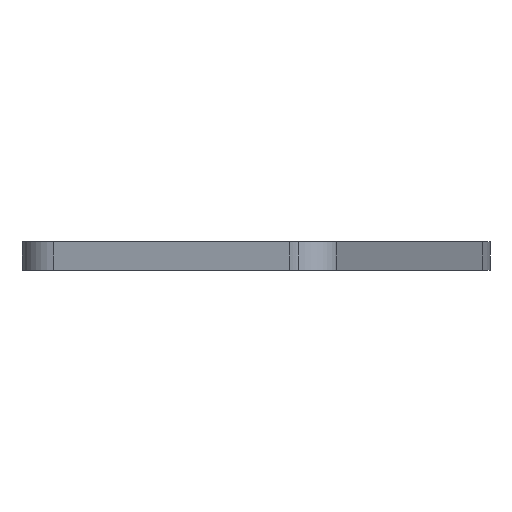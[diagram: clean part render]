
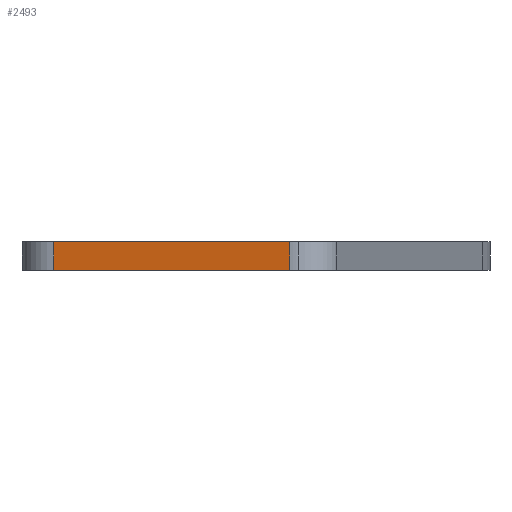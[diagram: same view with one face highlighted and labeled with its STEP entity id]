
A CAD part, left-side view. The second image highlights one B-rep face of the part: STEP entity #2493.
In plain terms, the highlighted planar face has unit normal (-0.978, 0.208, 0).
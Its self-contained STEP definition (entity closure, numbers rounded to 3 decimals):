
#184 = DIRECTION ( 'NONE',  ( 0., 0., -1. ) ) ;
#406 = DIRECTION ( 'NONE',  ( -0.208, -0.978, 0. ) ) ;
#963 = DIRECTION ( 'NONE',  ( 0.208, 0.978, 0. ) ) ;
#1351 = VERTEX_POINT ( 'NONE', #9441 ) ;
#1354 = DIRECTION ( 'NONE',  ( 0.208, 0.978, 0. ) ) ;
#1549 = ORIENTED_EDGE ( 'NONE', *, *, #13375, .F. ) ;
#1660 = CARTESIAN_POINT ( 'NONE',  ( -11.808, 8.179, 7. ) ) ;
#1985 = VERTEX_POINT ( 'NONE', #6943 ) ;
#2493 = ADVANCED_FACE ( 'NONE', ( #13669 ), #6386, .T. ) ;
#5768 = LINE ( 'NONE', #13340, #12760 ) ;
#5844 = AXIS2_PLACEMENT_3D ( 'NONE', #6192, #16812, #406 ) ;
#5970 = ORIENTED_EDGE ( 'NONE', *, *, #6072, .T. ) ;
#6072 = EDGE_CURVE ( 'NONE', #1351, #13025, #9623, .T. ) ;
#6192 = CARTESIAN_POINT ( 'NONE',  ( -12.96, 2.755, 7. ) ) ;
#6375 = EDGE_LOOP ( 'NONE', ( #14919, #1549, #5970, #14098 ) ) ;
#6386 = PLANE ( 'NONE',  #5844 ) ;
#6717 = LINE ( 'NONE', #1660, #15343 ) ;
#6753 = CARTESIAN_POINT ( 'NONE',  ( -12.96, 2.755, 7. ) ) ;
#6943 = CARTESIAN_POINT ( 'NONE',  ( -11.808, 8.179, 0. ) ) ;
#7965 = EDGE_CURVE ( 'NONE', #13025, #12149, #9684, .T. ) ;
#8064 = CARTESIAN_POINT ( 'NONE',  ( 0.688, 66.964, 7. ) ) ;
#8115 = DIRECTION ( 'NONE',  ( 0., 0., -1. ) ) ;
#9441 = CARTESIAN_POINT ( 'NONE',  ( -11.808, 8.179, 7. ) ) ;
#9623 = LINE ( 'NONE', #6753, #9858 ) ;
#9684 = LINE ( 'NONE', #13807, #15230 ) ;
#9858 = VECTOR ( 'NONE', #963, 1000. ) ;
#10263 = CARTESIAN_POINT ( 'NONE',  ( 0.688, 66.964, 0. ) ) ;
#12149 = VERTEX_POINT ( 'NONE', #10263 ) ;
#12760 = VECTOR ( 'NONE', #1354, 1000. ) ;
#13025 = VERTEX_POINT ( 'NONE', #8064 ) ;
#13340 = CARTESIAN_POINT ( 'NONE',  ( -12.96, 2.755, 0. ) ) ;
#13375 = EDGE_CURVE ( 'NONE', #1351, #1985, #6717, .T. ) ;
#13669 = FACE_OUTER_BOUND ( 'NONE', #6375, .T. ) ;
#13807 = CARTESIAN_POINT ( 'NONE',  ( 0.688, 66.964, 7. ) ) ;
#14098 = ORIENTED_EDGE ( 'NONE', *, *, #7965, .T. ) ;
#14919 = ORIENTED_EDGE ( 'NONE', *, *, #16040, .F. ) ;
#15230 = VECTOR ( 'NONE', #8115, 1000. ) ;
#15343 = VECTOR ( 'NONE', #184, 1000. ) ;
#16040 = EDGE_CURVE ( 'NONE', #1985, #12149, #5768, .T. ) ;
#16812 = DIRECTION ( 'NONE',  ( -0.978, 0.208, 0. ) ) ;
